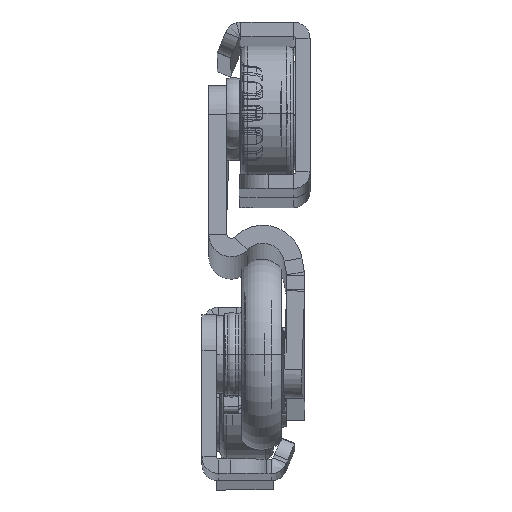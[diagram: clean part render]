
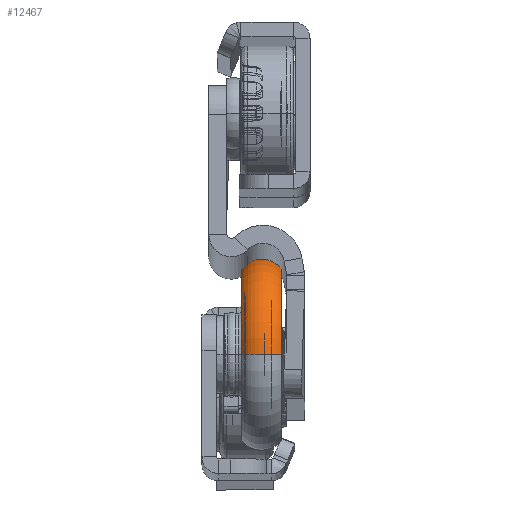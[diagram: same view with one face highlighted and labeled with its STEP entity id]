
A CAD part, top view. The second image highlights one B-rep face of the part: STEP entity #12467.
In plain terms, the highlighted toroidal (fillet/blend) face has major radius 9.75 mm and minor radius 3.5 mm.
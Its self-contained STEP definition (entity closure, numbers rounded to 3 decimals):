
#3510 = VERTEX_POINT ( 'NONE', #37924 ) ;
#4723 = CIRCLE ( 'NONE', #20387, 11.915 ) ;
#7134 = DIRECTION ( 'NONE',  ( 0., 0., -1. ) ) ;
#9160 = EDGE_CURVE ( 'NONE', #20762, #44327, #53775, .T. ) ;
#10199 = EDGE_CURVE ( 'NONE', #20762, #3510, #23933, .T. ) ;
#10985 = DIRECTION ( 'NONE',  ( 0., 0., 1. ) ) ;
#11414 = DIRECTION ( 'NONE',  ( 0., 0., 1. ) ) ;
#12467 = ADVANCED_FACE ( 'NONE', ( #44433 ), #52575, .T. ) ;
#20387 = AXIS2_PLACEMENT_3D ( 'NONE', #52740, #21677, #58748 ) ;
#20762 = VERTEX_POINT ( 'NONE', #21428 ) ;
#21046 = EDGE_CURVE ( 'NONE', #44327, #46676, #34170, .T. ) ;
#21428 = CARTESIAN_POINT ( 'NONE',  ( -2.4, 0., 11.915 ) ) ;
#21677 = DIRECTION ( 'NONE',  ( -1., 0., 0. ) ) ;
#22937 = AXIS2_PLACEMENT_3D ( 'NONE', #22958, #38844, #11414 ) ;
#22958 = CARTESIAN_POINT ( 'NONE',  ( -5.15, 0., -9.75 ) ) ;
#23351 = AXIS2_PLACEMENT_3D ( 'NONE', #45970, #34615, #44923 ) ;
#23933 = CIRCLE ( 'NONE', #38618, 3.5 ) ;
#27585 = ORIENTED_EDGE ( 'NONE', *, *, #21046, .T. ) ;
#28790 = EDGE_CURVE ( 'NONE', #3510, #46676, #4723, .T. ) ;
#34170 = CIRCLE ( 'NONE', #22937, 3.5 ) ;
#34615 = DIRECTION ( 'NONE',  ( -1., 0., 0. ) ) ;
#35383 = CARTESIAN_POINT ( 'NONE',  ( -7.9, 0., -11.915 ) ) ;
#36068 = DIRECTION ( 'NONE',  ( 0., -1., 0. ) ) ;
#37924 = CARTESIAN_POINT ( 'NONE',  ( -7.9, 0., 11.915 ) ) ;
#38618 = AXIS2_PLACEMENT_3D ( 'NONE', #65546, #36068, #7134 ) ;
#38844 = DIRECTION ( 'NONE',  ( 0., 1., 0. ) ) ;
#44327 = VERTEX_POINT ( 'NONE', #50891 ) ;
#44433 = FACE_OUTER_BOUND ( 'NONE', #49756, .T. ) ;
#44483 = ORIENTED_EDGE ( 'NONE', *, *, #28790, .F. ) ;
#44923 = DIRECTION ( 'NONE',  ( 0., 0., 1. ) ) ;
#45970 = CARTESIAN_POINT ( 'NONE',  ( -2.4, 0., 0. ) ) ;
#46676 = VERTEX_POINT ( 'NONE', #35383 ) ;
#48060 = AXIS2_PLACEMENT_3D ( 'NONE', #49035, #49742, #10985 ) ;
#49035 = CARTESIAN_POINT ( 'NONE',  ( -5.15, 0., 0. ) ) ;
#49742 = DIRECTION ( 'NONE',  ( -1., 0., 0. ) ) ;
#49756 = EDGE_LOOP ( 'NONE', ( #50365, #27585, #44483, #65511 ) ) ;
#50365 = ORIENTED_EDGE ( 'NONE', *, *, #9160, .T. ) ;
#50891 = CARTESIAN_POINT ( 'NONE',  ( -2.4, 0., -11.915 ) ) ;
#52575 = TOROIDAL_SURFACE ( 'NONE', #48060, 9.75, 3.5 ) ;
#52740 = CARTESIAN_POINT ( 'NONE',  ( -7.9, 0., 0. ) ) ;
#53775 = CIRCLE ( 'NONE', #23351, 11.915 ) ;
#58748 = DIRECTION ( 'NONE',  ( 0., 0., 1. ) ) ;
#65511 = ORIENTED_EDGE ( 'NONE', *, *, #10199, .F. ) ;
#65546 = CARTESIAN_POINT ( 'NONE',  ( -5.15, 0., 9.75 ) ) ;
